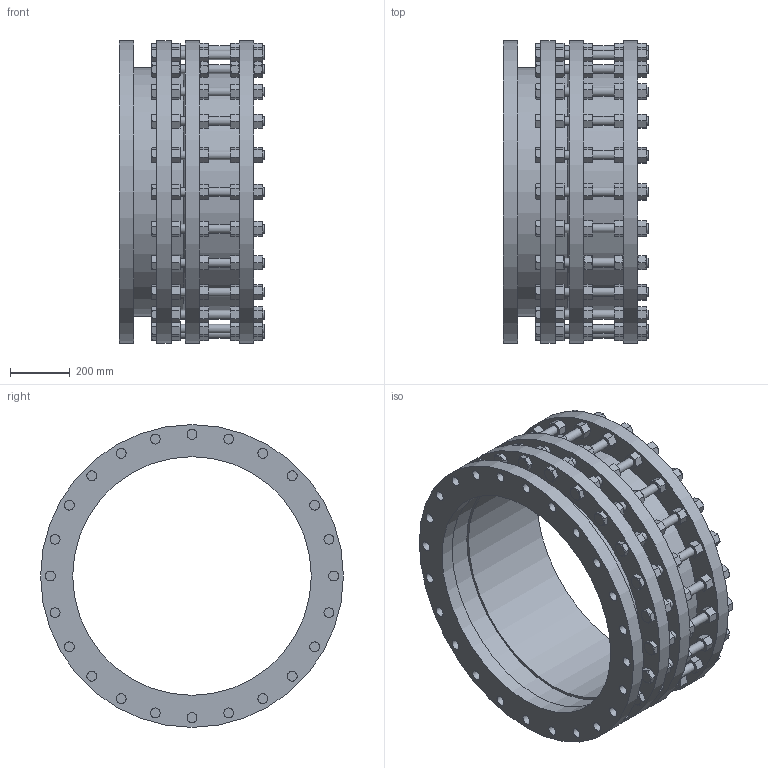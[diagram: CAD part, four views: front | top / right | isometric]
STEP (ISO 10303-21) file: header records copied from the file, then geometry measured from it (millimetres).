
FILE_DESCRIPTION(/* description */ ('MONTERINGSBOX VM 3188 - 150 DN'),/* implementation_level */ '2;1');
FILE_NAME(/* name */ 'MONTERINGSBOX VM 3186 - 800 DN.stp',/* time_stamp */ '2020-02-26T15:35:00+05:00',/* author */ ('rahul_marsute'),/* organization */ (''),/* preprocessor_version */ 'ST-DEVELOPER v18',/* originating_system */ 'Autodesk Inventor 2020',/* authorisation */ '');
FILE_SCHEMA (('AUTOMOTIVE_DESIGN { 1 0 10303 214 3 1 1 }'));
Length unit declared in the file: millimetre
Products named in the file (1): MONTERINGSBOX VM 3186 - 800 DN
Bounding box: 487 x 1015 x 1015 mm (x, y, z)
Volume: 71109060.9 mm3; surface area: 6141373.6 mm2
Topology: 1 solids, 49 shells, 1253 faces, 2957 edges, 1978 vertices
Faces by surface type: plane 994, cylinder 226, cone 33
Full cylindrical faces by diameter (mm): 30 x120, 33 x96, 800 x2, 816 x2, 832 x2, 1015 x4
Entity records: 36006 total; most frequent: CARTESIAN_POINT 6573, ORIENTED_EDGE 5914, DIRECTION 5811, EDGE_CURVE 2957, LINE 2227, VECTOR 2227, VERTEX_POINT 1978, AXIS2_PLACEMENT_3D 1792
